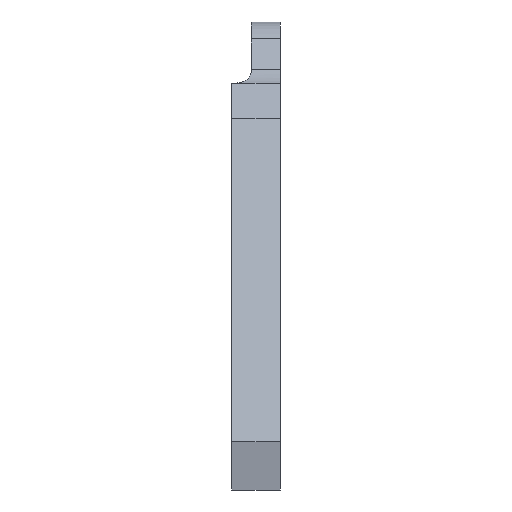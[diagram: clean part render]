
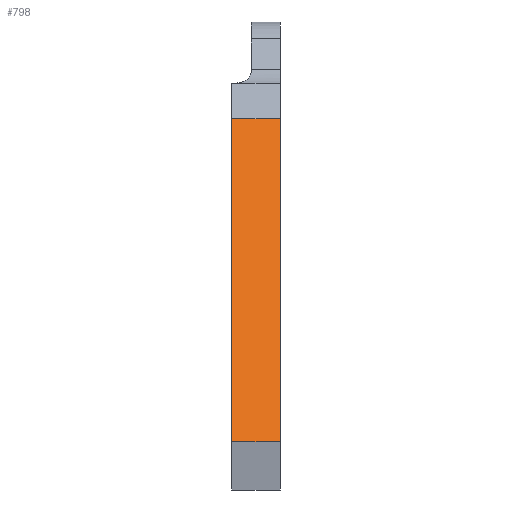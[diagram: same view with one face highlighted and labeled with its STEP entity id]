
A CAD part, top view. The second image highlights one B-rep face of the part: STEP entity #798.
In plain terms, the highlighted planar face has unit normal (0, 0.511, 0.86).
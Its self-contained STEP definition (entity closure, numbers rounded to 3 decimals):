
#61 = CARTESIAN_POINT ( 'NONE',  ( 10., 54.941, 65.05 ) ) ;
#106 = EDGE_LOOP ( 'NONE', ( #1117, #507, #334, #1139 ) ) ;
#176 = VERTEX_POINT ( 'NONE', #1632 ) ;
#238 = EDGE_CURVE ( 'NONE', #176, #1654, #719, .T. ) ;
#244 = CARTESIAN_POINT ( 'NONE',  ( 10., 54.941, 65.05 ) ) ;
#252 = LINE ( 'NONE', #1365, #901 ) ;
#334 = ORIENTED_EDGE ( 'NONE', *, *, #1391, .F. ) ;
#507 = ORIENTED_EDGE ( 'NONE', *, *, #238, .F. ) ;
#523 = PLANE ( 'NONE',  #1371 ) ;
#565 = VECTOR ( 'NONE', #1389, 1000. ) ;
#577 = VERTEX_POINT ( 'NONE', #1193 ) ;
#605 = VERTEX_POINT ( 'NONE', #61 ) ;
#719 = LINE ( 'NONE', #1259, #565 ) ;
#793 = FACE_OUTER_BOUND ( 'NONE', #106, .T. ) ;
#798 = ADVANCED_FACE ( 'NONE', ( #793 ), #523, .F. ) ;
#895 = CARTESIAN_POINT ( 'NONE',  ( 10., 54.941, 65.05 ) ) ;
#901 = VECTOR ( 'NONE', #1348, 1000. ) ;
#904 = VECTOR ( 'NONE', #1074, 1000. ) ;
#946 = LINE ( 'NONE', #1489, #904 ) ;
#972 = EDGE_CURVE ( 'NONE', #577, #1654, #946, .T. ) ;
#1036 = CARTESIAN_POINT ( 'NONE',  ( 0., -11.394, 104.5 ) ) ;
#1074 = DIRECTION ( 'NONE',  ( 0., -0.859, 0.511 ) ) ;
#1117 = ORIENTED_EDGE ( 'NONE', *, *, #972, .T. ) ;
#1139 = ORIENTED_EDGE ( 'NONE', *, *, #1164, .T. ) ;
#1164 = EDGE_CURVE ( 'NONE', #605, #577, #1730, .T. ) ;
#1193 = CARTESIAN_POINT ( 'NONE',  ( 0., 54.941, 65.05 ) ) ;
#1259 = CARTESIAN_POINT ( 'NONE',  ( 10., -11.394, 104.5 ) ) ;
#1348 = DIRECTION ( 'NONE',  ( 0., -0.859, 0.511 ) ) ;
#1365 = CARTESIAN_POINT ( 'NONE',  ( 10., 54.941, 65.05 ) ) ;
#1371 = AXIS2_PLACEMENT_3D ( 'NONE', #244, #1581, #1744 ) ;
#1389 = DIRECTION ( 'NONE',  ( -1., 0., 0. ) ) ;
#1391 = EDGE_CURVE ( 'NONE', #605, #176, #252, .T. ) ;
#1430 = DIRECTION ( 'NONE',  ( -1., 0., 0. ) ) ;
#1489 = CARTESIAN_POINT ( 'NONE',  ( 0., 54.941, 65.05 ) ) ;
#1581 = DIRECTION ( 'NONE',  ( 0., -0.511, -0.859 ) ) ;
#1632 = CARTESIAN_POINT ( 'NONE',  ( 10., -11.394, 104.5 ) ) ;
#1654 = VERTEX_POINT ( 'NONE', #1036 ) ;
#1707 = VECTOR ( 'NONE', #1430, 1000. ) ;
#1730 = LINE ( 'NONE', #895, #1707 ) ;
#1744 = DIRECTION ( 'NONE',  ( 0., 0.859, -0.511 ) ) ;
